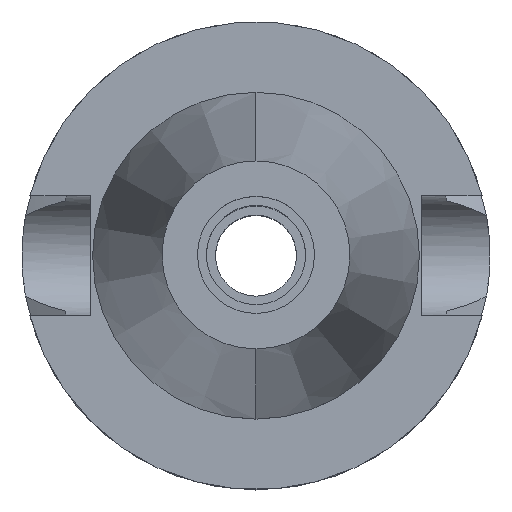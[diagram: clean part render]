
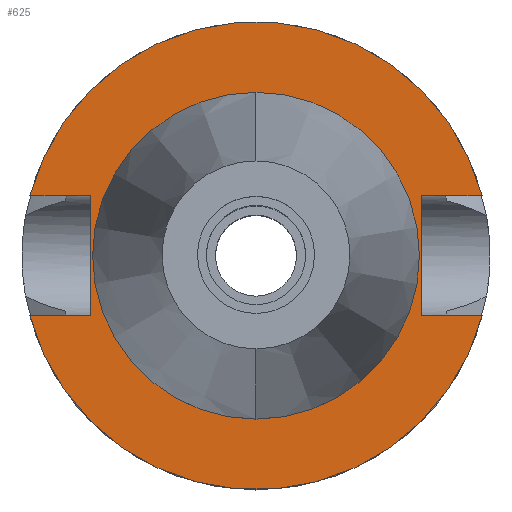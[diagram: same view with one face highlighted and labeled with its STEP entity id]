
A CAD part, top view. The second image highlights one B-rep face of the part: STEP entity #625.
In plain terms, the highlighted planar face has unit normal (0, 0, 1).
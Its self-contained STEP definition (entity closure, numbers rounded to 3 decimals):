
#19 = DIRECTION ( 'NONE',  ( 0., -1., 0. ) ) ;
#86 = ORIENTED_EDGE ( 'NONE', *, *, #3381, .F. ) ;
#124 = CARTESIAN_POINT ( 'NONE',  ( -35.4, -12.85, -3. ) ) ;
#129 = DIRECTION ( 'NONE',  ( 0., 1., 0. ) ) ;
#293 = VERTEX_POINT ( 'NONE', #3063 ) ;
#309 = CARTESIAN_POINT ( 'NONE',  ( -35.4, -12.85, -3. ) ) ;
#372 = EDGE_CURVE ( 'NONE', #2787, #3518, #2291, .T. ) ;
#429 = CARTESIAN_POINT ( 'NONE',  ( 35.4, 12.85, -3. ) ) ;
#473 = DIRECTION ( 'NONE',  ( 0., 0., 1. ) ) ;
#489 = CARTESIAN_POINT ( 'NONE',  ( 35.4, -12.85, -3. ) ) ;
#520 = CARTESIAN_POINT ( 'NONE',  ( 48.321, -12.85, -3. ) ) ;
#563 = LINE ( 'NONE', #3374, #664 ) ;
#573 = ORIENTED_EDGE ( 'NONE', *, *, #2621, .F. ) ;
#625 = ADVANCED_FACE ( 'NONE', ( #3124, #1745 ), #1207, .F. ) ;
#635 = ORIENTED_EDGE ( 'NONE', *, *, #1304, .T. ) ;
#651 = VERTEX_POINT ( 'NONE', #124 ) ;
#664 = VECTOR ( 'NONE', #19, 1000. ) ;
#666 = AXIS2_PLACEMENT_3D ( 'NONE', #2612, #2597, #3197 ) ;
#721 = LINE ( 'NONE', #3206, #2866 ) ;
#810 = VERTEX_POINT ( 'NONE', #1842 ) ;
#827 = CARTESIAN_POINT ( 'NONE',  ( 0., 0., -3. ) ) ;
#844 = VERTEX_POINT ( 'NONE', #429 ) ;
#888 = DIRECTION ( 'NONE',  ( -1., 0., 0. ) ) ;
#951 = LINE ( 'NONE', #309, #3551 ) ;
#988 = CARTESIAN_POINT ( 'NONE',  ( -35.4, -12.85, -3. ) ) ;
#1043 = EDGE_CURVE ( 'NONE', #810, #2787, #3452, .T. ) ;
#1057 = CARTESIAN_POINT ( 'NONE',  ( 35.4, -12.85, -3. ) ) ;
#1124 = DIRECTION ( 'NONE',  ( 0., 0., -1. ) ) ;
#1203 = CARTESIAN_POINT ( 'NONE',  ( -35.4, 12.85, -3. ) ) ;
#1206 = ORIENTED_EDGE ( 'NONE', *, *, #1351, .F. ) ;
#1207 = PLANE ( 'NONE',  #666 ) ;
#1238 = EDGE_CURVE ( 'NONE', #293, #2998, #3231, .T. ) ;
#1253 = EDGE_CURVE ( 'NONE', #651, #2362, #2425, .T. ) ;
#1278 = DIRECTION ( 'NONE',  ( 0., 1., 0. ) ) ;
#1304 = EDGE_CURVE ( 'NONE', #844, #3518, #721, .T. ) ;
#1351 = EDGE_CURVE ( 'NONE', #844, #1435, #563, .T. ) ;
#1411 = LINE ( 'NONE', #1057, #1813 ) ;
#1428 = EDGE_CURVE ( 'NONE', #1435, #2369, #1411, .T. ) ;
#1435 = VERTEX_POINT ( 'NONE', #489 ) ;
#1441 = DIRECTION ( 'NONE',  ( 0., 0., 1. ) ) ;
#1459 = ORIENTED_EDGE ( 'NONE', *, *, #1253, .T. ) ;
#1471 = ORIENTED_EDGE ( 'NONE', *, *, #2537, .F. ) ;
#1478 = AXIS2_PLACEMENT_3D ( 'NONE', #3483, #473, #1278 ) ;
#1530 = CARTESIAN_POINT ( 'NONE',  ( -48.321, 12.85, -3. ) ) ;
#1683 = CIRCLE ( 'NONE', #3498, 34.925 ) ;
#1686 = CIRCLE ( 'NONE', #2203, 50. ) ;
#1745 = FACE_BOUND ( 'NONE', #3583, .T. ) ;
#1771 = CARTESIAN_POINT ( 'NONE',  ( 0., 0., -3. ) ) ;
#1813 = VECTOR ( 'NONE', #1911, 1000. ) ;
#1842 = CARTESIAN_POINT ( 'NONE',  ( -35.4, 12.85, -3. ) ) ;
#1878 = AXIS2_PLACEMENT_3D ( 'NONE', #2741, #2193, #2235 ) ;
#1906 = CARTESIAN_POINT ( 'NONE',  ( -48.321, -12.85, -3. ) ) ;
#1911 = DIRECTION ( 'NONE',  ( 1., 0., 0. ) ) ;
#1922 = ORIENTED_EDGE ( 'NONE', *, *, #1238, .F. ) ;
#1937 = DIRECTION ( 'NONE',  ( 0., -1., 0. ) ) ;
#1989 = DIRECTION ( 'NONE',  ( 0., -1., 0. ) ) ;
#2193 = DIRECTION ( 'NONE',  ( 0., 0., -1. ) ) ;
#2203 = AXIS2_PLACEMENT_3D ( 'NONE', #827, #1124, #1937 ) ;
#2230 = VECTOR ( 'NONE', #3259, 1000. ) ;
#2235 = DIRECTION ( 'NONE',  ( 0., 1., 0. ) ) ;
#2265 = CARTESIAN_POINT ( 'NONE',  ( 48.321, 12.85, -3. ) ) ;
#2291 = CIRCLE ( 'NONE', #1878, 50. ) ;
#2362 = VERTEX_POINT ( 'NONE', #1906 ) ;
#2369 = VERTEX_POINT ( 'NONE', #520 ) ;
#2425 = LINE ( 'NONE', #988, #2230 ) ;
#2537 = EDGE_CURVE ( 'NONE', #2998, #293, #1683, .T. ) ;
#2597 = DIRECTION ( 'NONE',  ( 0., 0., -1. ) ) ;
#2599 = CARTESIAN_POINT ( 'NONE',  ( 0., -34.925, -3. ) ) ;
#2612 = CARTESIAN_POINT ( 'NONE',  ( 0., 0., -3. ) ) ;
#2621 = EDGE_CURVE ( 'NONE', #651, #810, #951, .T. ) ;
#2741 = CARTESIAN_POINT ( 'NONE',  ( 0., 0., -3. ) ) ;
#2787 = VERTEX_POINT ( 'NONE', #1530 ) ;
#2866 = VECTOR ( 'NONE', #3246, 1000. ) ;
#2969 = ORIENTED_EDGE ( 'NONE', *, *, #1043, .F. ) ;
#2998 = VERTEX_POINT ( 'NONE', #2599 ) ;
#3063 = CARTESIAN_POINT ( 'NONE',  ( 0., 34.925, -3. ) ) ;
#3124 = FACE_OUTER_BOUND ( 'NONE', #3306, .T. ) ;
#3197 = DIRECTION ( 'NONE',  ( 0., -1., 0. ) ) ;
#3206 = CARTESIAN_POINT ( 'NONE',  ( 35.4, 12.85, -3. ) ) ;
#3231 = CIRCLE ( 'NONE', #1478, 34.925 ) ;
#3246 = DIRECTION ( 'NONE',  ( 1., 0., 0. ) ) ;
#3259 = DIRECTION ( 'NONE',  ( -1., 0., 0. ) ) ;
#3286 = VECTOR ( 'NONE', #888, 1000. ) ;
#3290 = ORIENTED_EDGE ( 'NONE', *, *, #372, .F. ) ;
#3306 = EDGE_LOOP ( 'NONE', ( #1459, #86, #3420, #1206, #635, #3290, #2969, #573 ) ) ;
#3374 = CARTESIAN_POINT ( 'NONE',  ( 35.4, 12.85, -3. ) ) ;
#3381 = EDGE_CURVE ( 'NONE', #2369, #2362, #1686, .T. ) ;
#3420 = ORIENTED_EDGE ( 'NONE', *, *, #1428, .F. ) ;
#3452 = LINE ( 'NONE', #1203, #3286 ) ;
#3483 = CARTESIAN_POINT ( 'NONE',  ( 0., 0., -3. ) ) ;
#3498 = AXIS2_PLACEMENT_3D ( 'NONE', #1771, #1441, #1989 ) ;
#3518 = VERTEX_POINT ( 'NONE', #2265 ) ;
#3551 = VECTOR ( 'NONE', #129, 1000. ) ;
#3583 = EDGE_LOOP ( 'NONE', ( #1922, #1471 ) ) ;
